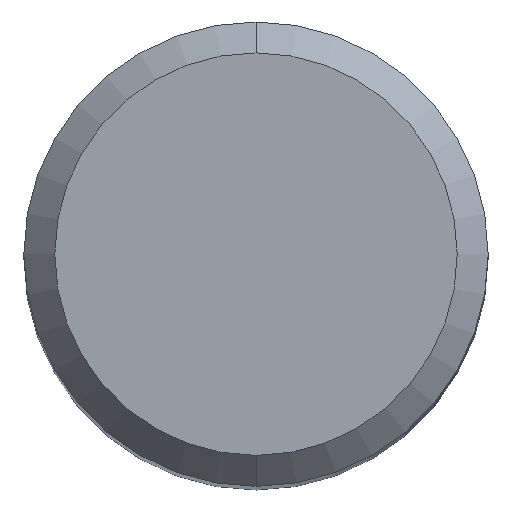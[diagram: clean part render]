
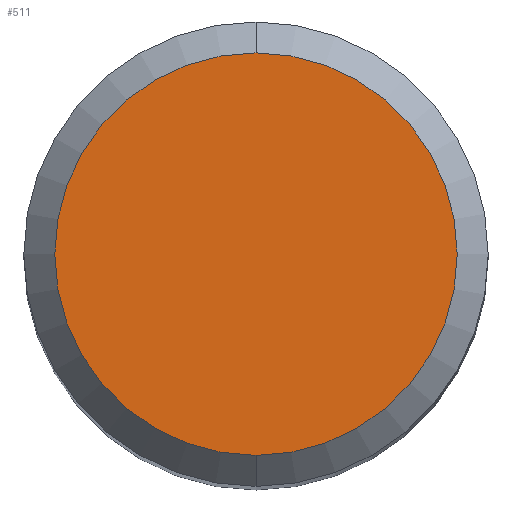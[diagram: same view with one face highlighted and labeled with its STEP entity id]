
A CAD part, top view. The second image highlights one B-rep face of the part: STEP entity #511.
In plain terms, the highlighted planar face has unit normal (0, 0, 1).
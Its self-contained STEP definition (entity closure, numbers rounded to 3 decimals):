
#265=VERTEX_POINT('',#626);
#319=VERTEX_POINT('',#685);
#321=EDGE_CURVE('',#319,#265,#687,.T.);
#355=EDGE_CURVE('',#265,#319,#723,.T.);
#511=ADVANCED_FACE('',(#901),#902,.T.);
#626=CARTESIAN_POINT('',(0.,-2.6,0.0));
#685=CARTESIAN_POINT('',(0.0,2.6,0.0));
#687=CIRCLE('',#1149,2.6);
#723=CIRCLE('',#1209,2.6);
#901=FACE_OUTER_BOUND('',#1603,.T.);
#902=PLANE('',#1604);
#1149=AXIS2_PLACEMENT_3D('',#1767,#1768,#1769);
#1209=AXIS2_PLACEMENT_3D('',#1804,#1805,#1806);
#1603=EDGE_LOOP('',(#2046,#2047));
#1604=AXIS2_PLACEMENT_3D('',#2048,#2049,#2050);
#1767=CARTESIAN_POINT('',(0.0,0.0,0.0));
#1768=DIRECTION('',(0.0,0.0,-1.0));
#1769=DIRECTION('',(0.0,1.0,0.0));
#1804=CARTESIAN_POINT('',(0.0,0.0,0.0));
#1805=DIRECTION('',(0.0,0.0,-1.0));
#1806=DIRECTION('',(0.0,1.0,0.0));
#2046=ORIENTED_EDGE('',*,*,#321,.F.);
#2047=ORIENTED_EDGE('',*,*,#355,.F.);
#2048=CARTESIAN_POINT('',(0.0,1.3,0.0));
#2049=DIRECTION('',(-0.0,0.0,1.0));
#2050=DIRECTION('',(0.0,-1.0,0.0));
